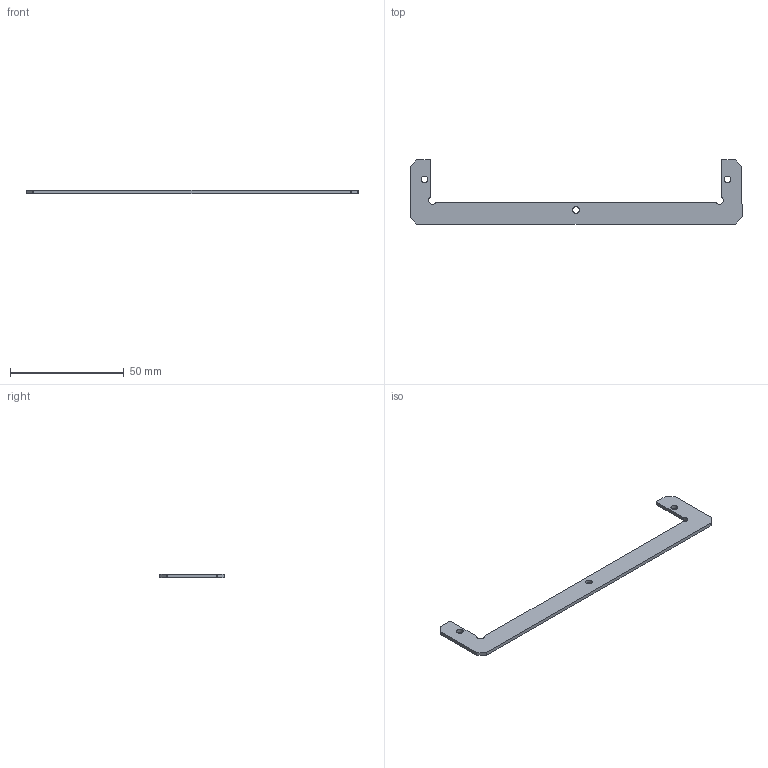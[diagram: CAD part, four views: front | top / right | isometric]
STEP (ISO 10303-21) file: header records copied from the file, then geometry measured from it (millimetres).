
FILE_DESCRIPTION (( 'STEP AP203' ), '1' );
FILE_NAME ('double sided jig.STEP', '2015-07-09T19:57:06', ( '' ), ( '' ), 'SwSTEP 2.0', 'SolidWorks 2015', '' );
FILE_SCHEMA (( 'CONFIG_CONTROL_DESIGN' ));
Length unit declared in the file: inch
Products named in the file (1): double sided jig
Bounding box: 146.05 x 28.57 x 1.52 mm (x, y, z)
Volume: 2566.7 mm3; surface area: 3991.7 mm2
Topology: 1 solids, 1 shells, 37 faces, 105 edges, 70 vertices
Faces by surface type: cylinder 23, plane 14
Entity records: 1316 total; most frequent: DIRECTION 227, CARTESIAN_POINT 213, ORIENTED_EDGE 210, EDGE_CURVE 105, AXIS2_PLACEMENT_3D 84, VERTEX_POINT 70, LINE 59, VECTOR 59
